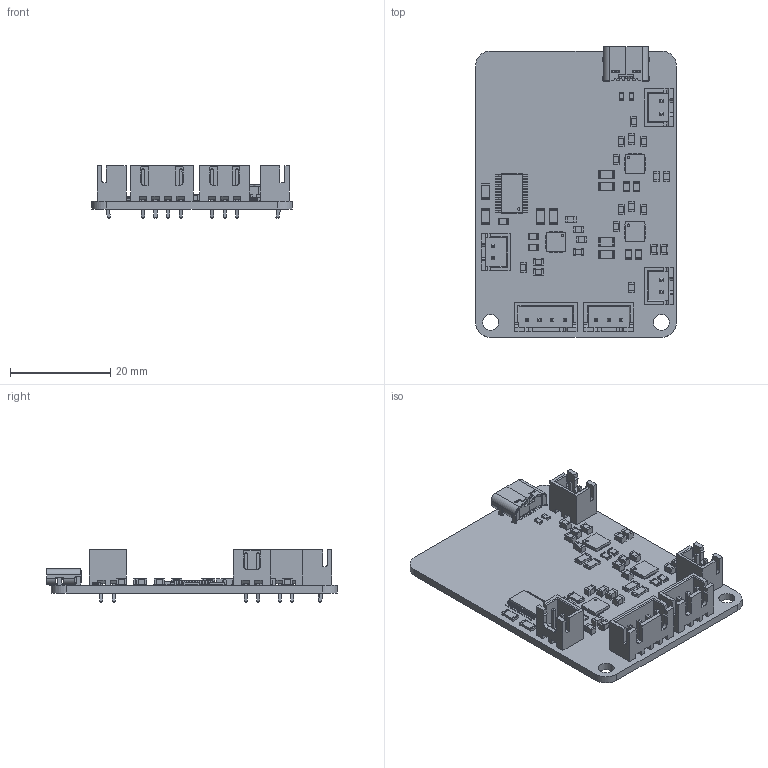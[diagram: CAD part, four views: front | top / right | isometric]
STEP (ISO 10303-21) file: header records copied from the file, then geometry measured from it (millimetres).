
FILE_DESCRIPTION(('KiCad electronic assembly'),'2;1');
FILE_NAME('1s_Battery_charger.step','2025-07-29T23:54:00',('Pcbnew'),( 'Kicad'),'Open CASCADE STEP processor 7.8','KiCad to STEP converter' ,'Unknown');
FILE_SCHEMA(('AUTOMOTIVE_DESIGN { 1 0 10303 214 1 1 1 1 }'));
Length unit declared in the file: millimetre
Products named in the file (12): 1s_Battery_charger 1; JST_XH_B2B-XH-A_1x02_P2.50mm_Vertical; C_0805_2012Metric; R_1206_3216Metric; R_0805_2012Metric; TSSOP-24_4.4x7.8mm_P0.65mm; JST_XH_B4B-XH-A_1x04_P2.50mm_Vertical; Texas_RTW_WQFN-24-1EP_4x4mm_P0.5mm_EP2.7x2.7mm; R_0603_1608Metric; USB_C_Receptacle_GCT_USB4125-xx-x_6P_TopMnt_Horizontal; JST_XH_B3B-XH-A_1x03_P2.50mm_Vertical; 1s_Battery_charger_PCB
Assembly tree (49 placements, depth 2):
  1s_Battery_charger 1
    JST_XH_B2B-XH-A_1x02_P2.50mm_Vertical  x3
    C_0805_2012Metric  x21
    R_1206_3216Metric  x8
    R_0805_2012Metric  x7
    TSSOP-24_4.4x7.8mm_P0.65mm
    JST_XH_B4B-XH-A_1x04_P2.50mm_Vertical
    Texas_RTW_WQFN-24-1EP_4x4mm_P0.5mm_EP2.7x2.7mm  x3
    R_0603_1608Metric  x2
    USB_C_Receptacle_GCT_USB4125-xx-x_6P_TopMnt_Horizontal
    JST_XH_B3B-XH-A_1x03_P2.50mm_Vertical
    1s_Battery_charger_PCB
Bounding box: 40 x 57.9 x 10.4 mm (x, y, z)
Volume: 4552.1 mm3; surface area: 8436.8 mm2
Topology: 64 solids, 64 shells, 3032 faces, 8068 edges, 5237 vertices
Faces by surface type: plane 2263, cylinder 751, bspline 16, cone 2
Full cylindrical faces by diameter (mm): 0.2 x27, 0.5 x3, 0.8 x2, 0.95 x7, 1 x6, 3.2 x2
Entity records: 61893 total; most frequent: CARTESIAN_POINT 8743, ORIENTED_EDGE 8563, DIRECTION 8237, EDGE_CURVE 4274, LINE 3559, VECTOR 3559, VERTEX_POINT 2733, AXIS2_PLACEMENT_3D 2339
